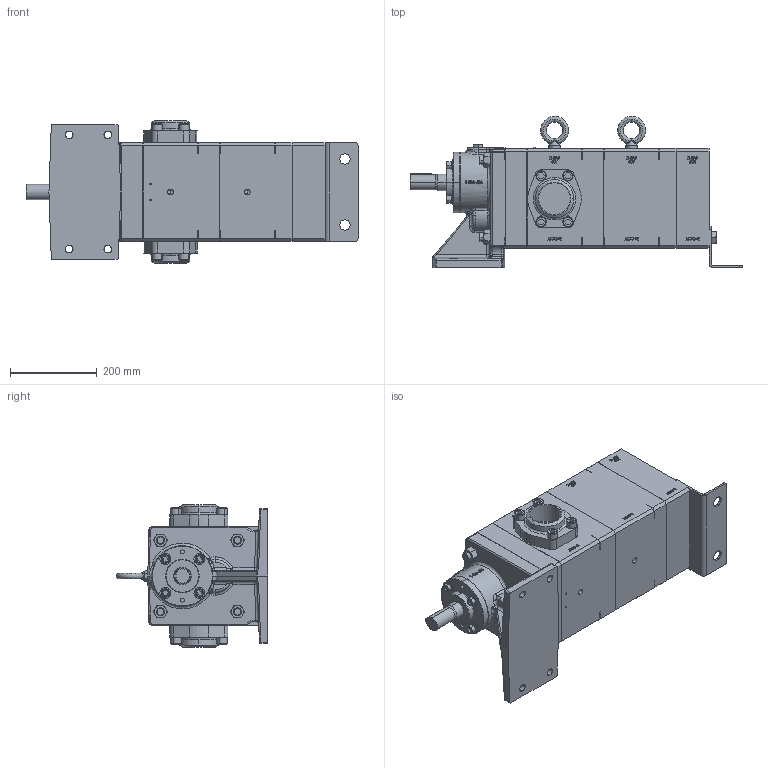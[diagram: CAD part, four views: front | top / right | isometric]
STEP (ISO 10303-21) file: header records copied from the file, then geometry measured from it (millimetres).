
FILE_DESCRIPTION (( 'STEP AP214' ), '1' );
FILE_NAME ('GPV-1455-013-U.STEP', '2018-11-01T12:49:03', ( '' ), ( '' ), 'SwSTEP 2.0', 'SolidWorks 2017', '' );
FILE_SCHEMA (( 'AUTOMOTIVE_DESIGN' ));
Length unit declared in the file: inch
Products named in the file (1): GPV-1455-013-U
Bounding box: 766.67 x 349.45 x 328.68 mm (x, y, z)
Volume: 30566904.7 mm3; surface area: 1090792.5 mm2
Topology: 1 solids, 1 shells, 2568 faces, 6534 edges, 4256 vertices
Faces by surface type: plane 1410, bspline 664, cylinder 325, cone 131, sphere 30, torus 8
Entity records: 139306 total; most frequent: CARTESIAN_POINT 61791, ORIENTED_EDGE 13028, DIRECTION 9559, EDGE_CURVE 6514, VERTEX_POINT 4256, LINE 4195, VECTOR 4195, EDGE_LOOP 2932
